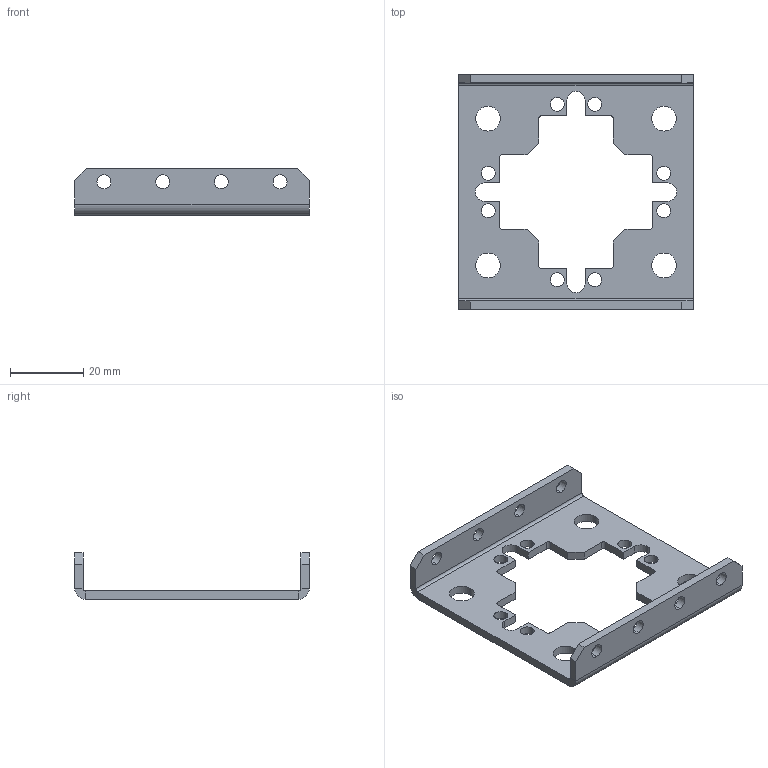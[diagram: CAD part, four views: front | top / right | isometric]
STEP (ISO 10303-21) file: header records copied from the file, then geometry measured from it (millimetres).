
FILE_DESCRIPTION (( 'STEP AP214' ), '1' );
FILE_NAME ('am-3899 PicoBox Servo Motor Plate REV2.STEP', '2018-06-20T19:42:18', ( '' ), ( '' ), 'SwSTEP 2.0', 'SolidWorks 2017', '' );
FILE_SCHEMA (( 'AUTOMOTIVE_DESIGN' ));
Length unit declared in the file: inch
Products named in the file (1): am-3899 PicoBox Servo Motor Plate REV2
Bounding box: 64 x 64 x 12.7 mm (x, y, z)
Volume: 8134.9 mm3; surface area: 8865.3 mm2
Topology: 1 solids, 1 shells, 107 faces, 299 edges, 194 vertices
Faces by surface type: cylinder 57, plane 50
Entity records: 3583 total; most frequent: DIRECTION 629, CARTESIAN_POINT 601, ORIENTED_EDGE 598, EDGE_CURVE 299, AXIS2_PLACEMENT_3D 222, VERTEX_POINT 194, VECTOR 185, LINE 185
